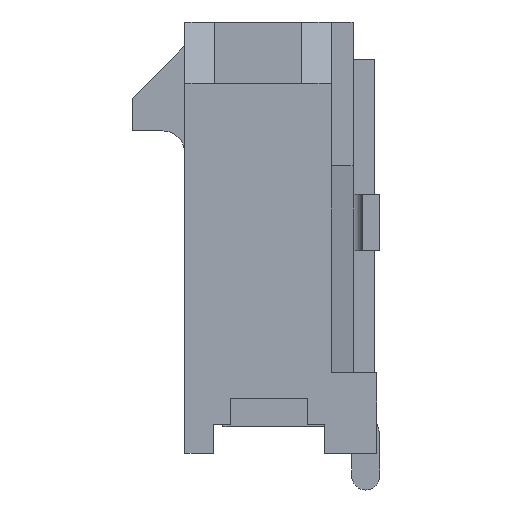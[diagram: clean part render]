
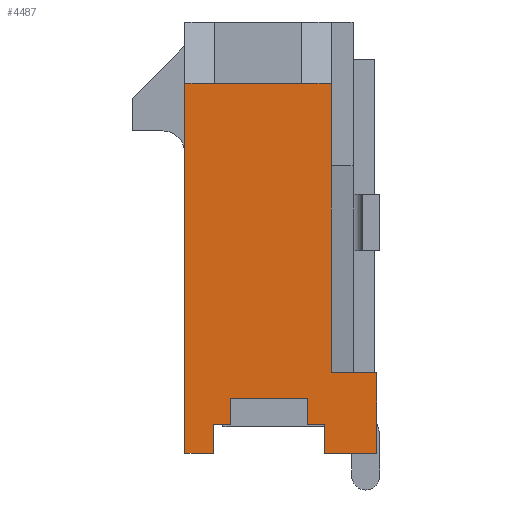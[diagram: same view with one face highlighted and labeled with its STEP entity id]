
A CAD part, left-side view. The second image highlights one B-rep face of the part: STEP entity #4487.
In plain terms, the highlighted planar face has unit normal (-1, 0, 0).
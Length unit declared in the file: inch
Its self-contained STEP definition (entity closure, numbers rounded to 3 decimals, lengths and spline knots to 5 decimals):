
#147 = CARTESIAN_POINT ( 'NONE',  ( -0.30807, -0.03445, -0.1685 ) ) ;
#225 = VERTEX_POINT ( 'NONE', #13648 ) ;
#306 = LINE ( 'NONE', #9016, #13097 ) ;
#443 = CARTESIAN_POINT ( 'NONE',  ( -0.30807, 0.05, 0. ) ) ;
#526 = EDGE_CURVE ( 'NONE', #9211, #8948, #10458, .T. ) ;
#602 = VERTEX_POINT ( 'NONE', #2931 ) ;
#726 = VERTEX_POINT ( 'NONE', #7399 ) ;
#785 = CARTESIAN_POINT ( 'NONE',  ( -0.30807, 0., -0.14488 ) ) ;
#1014 = VERTEX_POINT ( 'NONE', #5970 ) ;
#1277 = ORIENTED_EDGE ( 'NONE', *, *, #11499, .F. ) ;
#1713 = CARTESIAN_POINT ( 'NONE',  ( -0.30807, 0., -0.19488 ) ) ;
#1758 = ORIENTED_EDGE ( 'NONE', *, *, #12238, .F. ) ;
#1890 = ORIENTED_EDGE ( 'NONE', *, *, #2938, .F. ) ;
#1996 = EDGE_CURVE ( 'NONE', #726, #602, #3517, .T. ) ;
#2294 = DIRECTION ( 'NONE',  ( 0., 0., 1. ) ) ;
#2455 = VERTEX_POINT ( 'NONE', #9661 ) ;
#2670 = DIRECTION ( 'NONE',  ( 0., 0., -1. ) ) ;
#2836 = CARTESIAN_POINT ( 'NONE',  ( -0.30807, 0., 0. ) ) ;
#2856 = VECTOR ( 'NONE', #13973, 39.37008 ) ;
#2931 = CARTESIAN_POINT ( 'NONE',  ( -0.30807, 0.04921, 0.13976 ) ) ;
#2938 = EDGE_CURVE ( 'NONE', #8948, #11094, #13944, .T. ) ;
#2986 = DIRECTION ( 'NONE',  ( 1., 0., 0. ) ) ;
#2999 = DIRECTION ( 'NONE',  ( 0., -1., 0. ) ) ;
#3048 = ORIENTED_EDGE ( 'NONE', *, *, #3477, .F. ) ;
#3145 = DIRECTION ( 'NONE',  ( 0., 1., 0. ) ) ;
#3321 = VECTOR ( 'NONE', #12307, 39.37008 ) ;
#3336 = DIRECTION ( 'NONE',  ( 0., 1., 0. ) ) ;
#3432 = LINE ( 'NONE', #11146, #13827 ) ;
#3448 = VERTEX_POINT ( 'NONE', #11351 ) ;
#3477 = EDGE_CURVE ( 'NONE', #11094, #1014, #5045, .T. ) ;
#3517 = LINE ( 'NONE', #11720, #13734 ) ;
#3654 = CARTESIAN_POINT ( 'NONE',  ( -0.30807, 0.07598, -0.19488 ) ) ;
#3928 = VECTOR ( 'NONE', #3336, 39.37008 ) ;
#4046 = DIRECTION ( 'NONE',  ( 0., -1., 0. ) ) ;
#4098 = EDGE_CURVE ( 'NONE', #2455, #11458, #13193, .T. ) ;
#4205 = CARTESIAN_POINT ( 'NONE',  ( -0.30807, -0.0563, 0.06496 ) ) ;
#4422 = DIRECTION ( 'NONE',  ( 0., -1., 0. ) ) ;
#4487 = ADVANCED_FACE ( 'NONE', ( #6428 ), #9498, .F. ) ;
#4507 = VECTOR ( 'NONE', #9006, 39.37008 ) ;
#4861 = ORIENTED_EDGE ( 'NONE', *, *, #12797, .F. ) ;
#4918 = EDGE_CURVE ( 'NONE', #5089, #225, #5167, .T. ) ;
#4981 = AXIS2_PLACEMENT_3D ( 'NONE', #2836, #2986, #7337 ) ;
#4990 = ORIENTED_EDGE ( 'NONE', *, *, #9314, .F. ) ;
#5045 = LINE ( 'NONE', #5933, #7111 ) ;
#5089 = VERTEX_POINT ( 'NONE', #7469 ) ;
#5134 = VECTOR ( 'NONE', #13192, 39.37008 ) ;
#5167 = LINE ( 'NONE', #11060, #11805 ) ;
#5206 = EDGE_CURVE ( 'NONE', #225, #5518, #5814, .T. ) ;
#5250 = CARTESIAN_POINT ( 'NONE',  ( -0.30807, 0., -0.12205 ) ) ;
#5273 = CARTESIAN_POINT ( 'NONE',  ( -0.30807, 0., 0.13976 ) ) ;
#5334 = ORIENTED_EDGE ( 'NONE', *, *, #7802, .F. ) ;
#5518 = VERTEX_POINT ( 'NONE', #147 ) ;
#5653 = CARTESIAN_POINT ( 'NONE',  ( -0.30807, -0.03445, -0.14488 ) ) ;
#5666 = CARTESIAN_POINT ( 'NONE',  ( -0.30807, 0., -0.1685 ) ) ;
#5712 = EDGE_CURVE ( 'NONE', #11933, #7121, #8864, .T. ) ;
#5741 = EDGE_CURVE ( 'NONE', #11458, #9054, #5962, .T. ) ;
#5814 = LINE ( 'NONE', #12040, #3928 ) ;
#5905 = ORIENTED_EDGE ( 'NONE', *, *, #5206, .F. ) ;
#5933 = CARTESIAN_POINT ( 'NONE',  ( -0.30807, -0.09724, 0. ) ) ;
#5962 = LINE ( 'NONE', #12891, #12779 ) ;
#5970 = CARTESIAN_POINT ( 'NONE',  ( -0.30807, -0.09724, -0.19488 ) ) ;
#6080 = DIRECTION ( 'NONE',  ( 0., 0., -1. ) ) ;
#6231 = ORIENTED_EDGE ( 'NONE', *, *, #1996, .F. ) ;
#6428 = FACE_OUTER_BOUND ( 'NONE', #13172, .T. ) ;
#6800 = ORIENTED_EDGE ( 'NONE', *, *, #4918, .F. ) ;
#6856 = ORIENTED_EDGE ( 'NONE', *, *, #5741, .F. ) ;
#6878 = DIRECTION ( 'NONE',  ( 0., 0., 1. ) ) ;
#6980 = CARTESIAN_POINT ( 'NONE',  ( -0.30807, -0.0563, 0. ) ) ;
#7111 = VECTOR ( 'NONE', #6080, 39.37008 ) ;
#7121 = VERTEX_POINT ( 'NONE', #11861 ) ;
#7337 = DIRECTION ( 'NONE',  ( 0., 0., -1. ) ) ;
#7359 = ORIENTED_EDGE ( 'NONE', *, *, #8134, .F. ) ;
#7399 = CARTESIAN_POINT ( 'NONE',  ( -0.30807, 0.07598, 0.13976 ) ) ;
#7454 = VECTOR ( 'NONE', #11158, 39.37008 ) ;
#7469 = CARTESIAN_POINT ( 'NONE',  ( -0.30807, -0.05, -0.19488 ) ) ;
#7802 = EDGE_CURVE ( 'NONE', #3448, #13659, #9681, .T. ) ;
#8085 = CARTESIAN_POINT ( 'NONE',  ( -0.30807, 0.03445, -0.1685 ) ) ;
#8134 = EDGE_CURVE ( 'NONE', #1014, #5089, #13062, .T. ) ;
#8377 = DIRECTION ( 'NONE',  ( 0., 1., 0. ) ) ;
#8431 = ORIENTED_EDGE ( 'NONE', *, *, #10009, .F. ) ;
#8488 = CARTESIAN_POINT ( 'NONE',  ( -0.30807, 0.05, -0.19488 ) ) ;
#8817 = CARTESIAN_POINT ( 'NONE',  ( -0.30807, -0.0563, -0.12205 ) ) ;
#8864 = LINE ( 'NONE', #5273, #10588 ) ;
#8883 = CARTESIAN_POINT ( 'NONE',  ( -0.30807, -0.02953, 0.13976 ) ) ;
#8939 = CARTESIAN_POINT ( 'NONE',  ( -0.30807, 0.07598, -0.19488 ) ) ;
#8948 = VERTEX_POINT ( 'NONE', #8817 ) ;
#9006 = DIRECTION ( 'NONE',  ( 0., 0., -1. ) ) ;
#9015 = DIRECTION ( 'NONE',  ( 0., 0., -1. ) ) ;
#9016 = CARTESIAN_POINT ( 'NONE',  ( -0.30807, 0., 0.13976 ) ) ;
#9054 = VERTEX_POINT ( 'NONE', #8939 ) ;
#9211 = VERTEX_POINT ( 'NONE', #4205 ) ;
#9218 = LINE ( 'NONE', #5666, #5134 ) ;
#9227 = LINE ( 'NONE', #785, #9914 ) ;
#9314 = EDGE_CURVE ( 'NONE', #5518, #9762, #3432, .T. ) ;
#9498 = PLANE ( 'NONE',  #4981 ) ;
#9652 = ORIENTED_EDGE ( 'NONE', *, *, #4098, .F. ) ;
#9661 = CARTESIAN_POINT ( 'NONE',  ( -0.30807, 0.05, -0.1685 ) ) ;
#9681 = LINE ( 'NONE', #10241, #11040 ) ;
#9762 = VERTEX_POINT ( 'NONE', #5653 ) ;
#9771 = ORIENTED_EDGE ( 'NONE', *, *, #526, .F. ) ;
#9881 = ORIENTED_EDGE ( 'NONE', *, *, #5712, .F. ) ;
#9914 = VECTOR ( 'NONE', #8377, 39.37008 ) ;
#10009 = EDGE_CURVE ( 'NONE', #9054, #726, #13527, .T. ) ;
#10241 = CARTESIAN_POINT ( 'NONE',  ( -0.30807, 0.03445, 0. ) ) ;
#10276 = VECTOR ( 'NONE', #9015, 39.37008 ) ;
#10458 = LINE ( 'NONE', #12034, #10276 ) ;
#10588 = VECTOR ( 'NONE', #2999, 39.37008 ) ;
#11017 = VECTOR ( 'NONE', #14111, 39.37008 ) ;
#11040 = VECTOR ( 'NONE', #2670, 39.37008 ) ;
#11048 = EDGE_CURVE ( 'NONE', #13659, #2455, #9218, .T. ) ;
#11060 = CARTESIAN_POINT ( 'NONE',  ( -0.30807, -0.05, 0. ) ) ;
#11094 = VERTEX_POINT ( 'NONE', #12122 ) ;
#11146 = CARTESIAN_POINT ( 'NONE',  ( -0.30807, -0.03445, 0. ) ) ;
#11158 = DIRECTION ( 'NONE',  ( 0., 0., -1. ) ) ;
#11351 = CARTESIAN_POINT ( 'NONE',  ( -0.30807, 0.03445, -0.14488 ) ) ;
#11458 = VERTEX_POINT ( 'NONE', #8488 ) ;
#11492 = LINE ( 'NONE', #6980, #7454 ) ;
#11499 = EDGE_CURVE ( 'NONE', #602, #11933, #306, .T. ) ;
#11720 = CARTESIAN_POINT ( 'NONE',  ( -0.30807, 0., 0.13976 ) ) ;
#11805 = VECTOR ( 'NONE', #6878, 39.37008 ) ;
#11861 = CARTESIAN_POINT ( 'NONE',  ( -0.30807, -0.0563, 0.13976 ) ) ;
#11933 = VERTEX_POINT ( 'NONE', #8883 ) ;
#11965 = ORIENTED_EDGE ( 'NONE', *, *, #11048, .F. ) ;
#12034 = CARTESIAN_POINT ( 'NONE',  ( -0.30807, -0.0563, 0. ) ) ;
#12040 = CARTESIAN_POINT ( 'NONE',  ( -0.30807, 0., -0.1685 ) ) ;
#12122 = CARTESIAN_POINT ( 'NONE',  ( -0.30807, -0.09724, -0.12205 ) ) ;
#12238 = EDGE_CURVE ( 'NONE', #7121, #9211, #11492, .T. ) ;
#12307 = DIRECTION ( 'NONE',  ( 0., 0., 1. ) ) ;
#12779 = VECTOR ( 'NONE', #3145, 39.37008 ) ;
#12797 = EDGE_CURVE ( 'NONE', #9762, #3448, #9227, .T. ) ;
#12891 = CARTESIAN_POINT ( 'NONE',  ( -0.30807, 0., -0.19488 ) ) ;
#13062 = LINE ( 'NONE', #1713, #11017 ) ;
#13097 = VECTOR ( 'NONE', #4422, 39.37008 ) ;
#13172 = EDGE_LOOP ( 'NONE', ( #1277, #6231, #8431, #6856, #9652, #11965, #5334, #4861, #4990, #5905, #6800, #7359, #3048, #1890, #9771, #1758, #9881 ) ) ;
#13192 = DIRECTION ( 'NONE',  ( 0., 1., 0. ) ) ;
#13193 = LINE ( 'NONE', #443, #4507 ) ;
#13527 = LINE ( 'NONE', #3654, #3321 ) ;
#13648 = CARTESIAN_POINT ( 'NONE',  ( -0.30807, -0.05, -0.1685 ) ) ;
#13659 = VERTEX_POINT ( 'NONE', #8085 ) ;
#13734 = VECTOR ( 'NONE', #4046, 39.37008 ) ;
#13827 = VECTOR ( 'NONE', #2294, 39.37008 ) ;
#13944 = LINE ( 'NONE', #5250, #2856 ) ;
#13973 = DIRECTION ( 'NONE',  ( 0., -1., 0. ) ) ;
#14111 = DIRECTION ( 'NONE',  ( 0., 1., 0. ) ) ;
